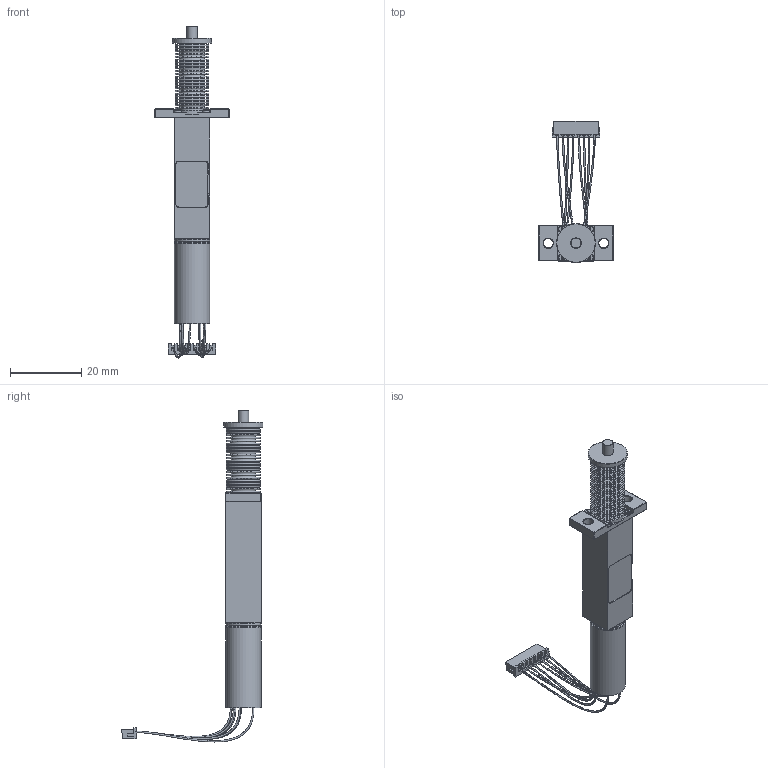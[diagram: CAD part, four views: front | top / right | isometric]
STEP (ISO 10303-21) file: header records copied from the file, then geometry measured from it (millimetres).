
FILE_DESCRIPTION(/* description */ (''),/* implementation_level */ '2;1');
FILE_NAME(/* name */ 'model_product_id39.stp',/* time_stamp */ '2016-07-21T15:06:46+02:00',/* author */ ('SD'),/* organization */ ('Micromotion GmbH Germany'),/* preprocessor_version */ 'ST-DEVELOPER v16.1',/* originating_system */ 'Autodesk Inventor 2016',/* authorisation */ '');
FILE_SCHEMA (('AUTOMOTIVE_DESIGN { 1 0 10303 214 3 1 1 }'));
Length unit declared in the file: millimetre
Products named in the file (1): MLP-10-80-4-ST-SPM0026_Shrinkwrap_1
Bounding box: 21 x 39.9 x 93.46 mm (x, y, z)
Volume: 6862.8 mm3; surface area: 6099.3 mm2
Topology: 2 solids, 10 shells, 505 faces, 1240 edges, 802 vertices
Faces by surface type: plane 366, torus 56, cylinder 50, cone 25, bspline 8
Full cylindrical faces by diameter (mm): 0.5 x6, 0.55 x8, 0.865 x4, 1 x4, 1.2 x4, 2.7 x2, 3 x1, 9.4 x1, 9.95 x1, 10 x2, 11 x1
Entity records: 16007 total; most frequent: CARTESIAN_POINT 3798, DIRECTION 2357, ORIENTED_EDGE 2212, EDGE_CURVE 1114, AXIS2_PLACEMENT_3D 793, VERTEX_POINT 779, LINE 771, VECTOR 771
